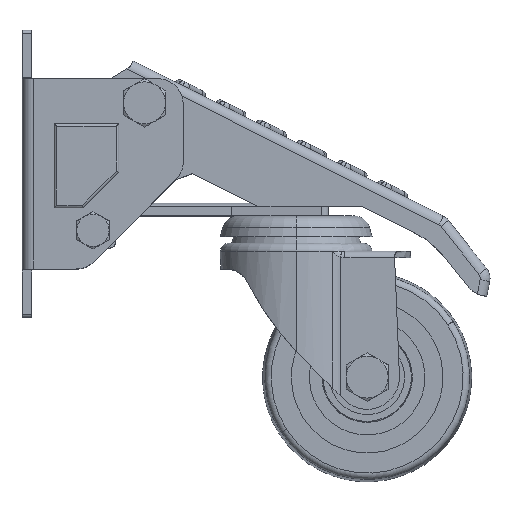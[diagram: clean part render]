
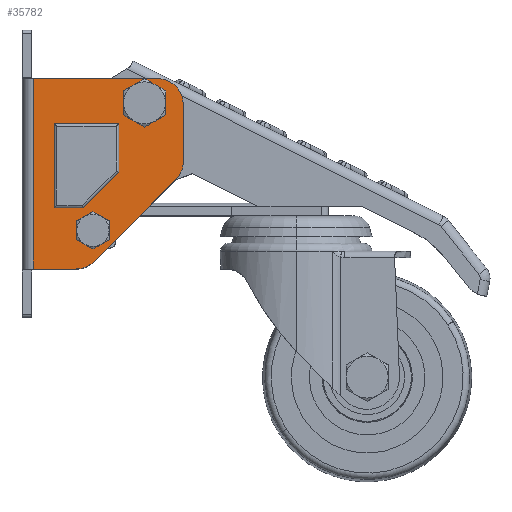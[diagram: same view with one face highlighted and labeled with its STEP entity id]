
A CAD part, top view. The second image highlights one B-rep face of the part: STEP entity #35782.
In plain terms, the highlighted planar face has unit normal (0, 0, 1).
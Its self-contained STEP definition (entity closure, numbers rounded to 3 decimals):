
#182 = DIRECTION ( 'NONE',  ( 0., 0., 1. ) ) ;
#345 = LINE ( 'NONE', #38456, #19896 ) ;
#480 = LINE ( 'NONE', #23054, #16675 ) ;
#1071 = EDGE_CURVE ( 'NONE', #38016, #15013, #14270, .T. ) ;
#1312 = CIRCLE ( 'NONE', #11106, 8. ) ;
#2199 = CARTESIAN_POINT ( 'NONE',  ( 16.686, -66., 26.75 ) ) ;
#2339 = EDGE_CURVE ( 'NONE', #10362, #22643, #29482, .T. ) ;
#2843 = CARTESIAN_POINT ( 'NONE',  ( 10., -55., 26.75 ) ) ;
#2892 = CIRCLE ( 'NONE', #25218, 8. ) ;
#3181 = CIRCLE ( 'NONE', #26177, 3.25 ) ;
#3399 = DIRECTION ( 'NONE',  ( 1., 0., 0. ) ) ;
#3687 = FACE_BOUND ( 'NONE', #18271, .T. ) ;
#4709 = DIRECTION ( 'NONE',  ( -0.707, -0.707, 0. ) ) ;
#4871 = DIRECTION ( 'NONE',  ( 1., 0., 0. ) ) ;
#5265 = DIRECTION ( 'NONE',  ( 1., 0., 0. ) ) ;
#5944 = CARTESIAN_POINT ( 'NONE',  ( 10., -55., 26.75 ) ) ;
#7173 = CARTESIAN_POINT ( 'NONE',  ( 47.657, -46.343, 26.75 ) ) ;
#7334 = CARTESIAN_POINT ( 'NONE',  ( 22., -62., 26.75 ) ) ;
#7568 = DIRECTION ( 'NONE',  ( 1., 0., 0. ) ) ;
#7784 = CARTESIAN_POINT ( 'NONE',  ( 19., -55., 26.75 ) ) ;
#7833 = VECTOR ( 'NONE', #40527, 1000. ) ;
#8051 = VERTEX_POINT ( 'NONE', #39855 ) ;
#8535 = EDGE_CURVE ( 'NONE', #22643, #15296, #21002, .T. ) ;
#8759 = ORIENTED_EDGE ( 'NONE', *, *, #31975, .T. ) ;
#8866 = VERTEX_POINT ( 'NONE', #15310 ) ;
#9111 = ORIENTED_EDGE ( 'NONE', *, *, #1071, .T. ) ;
#9642 = DIRECTION ( 'NONE',  ( -1., 0., 0. ) ) ;
#9782 = DIRECTION ( 'NONE',  ( 1., 0., 0. ) ) ;
#10054 = VERTEX_POINT ( 'NONE', #31925 ) ;
#10057 = VERTEX_POINT ( 'NONE', #40544 ) ;
#10348 = CARTESIAN_POINT ( 'NONE',  ( 3.5, -15., 26.75 ) ) ;
#10362 = VERTEX_POINT ( 'NONE', #18432 ) ;
#10668 = DIRECTION ( 'NONE',  ( 1., 0., 0. ) ) ;
#10837 = CARTESIAN_POINT ( 'NONE',  ( 0., 0., 26.75 ) ) ;
#10876 = ORIENTED_EDGE ( 'NONE', *, *, #8535, .T. ) ;
#11106 = AXIS2_PLACEMENT_3D ( 'NONE', #16430, #182, #9782 ) ;
#11131 = EDGE_CURVE ( 'NONE', #32669, #10057, #1312, .T. ) ;
#11782 = CARTESIAN_POINT ( 'NONE',  ( 10., -29., 26.75 ) ) ;
#12383 = DIRECTION ( 'NONE',  ( 0., -1., 0. ) ) ;
#13441 = VERTEX_POINT ( 'NONE', #15463 ) ;
#13663 = AXIS2_PLACEMENT_3D ( 'NONE', #31262, #21733, #27740 ) ;
#13717 = DIRECTION ( 'NONE',  ( 0., 0., -1. ) ) ;
#13817 = VERTEX_POINT ( 'NONE', #29408 ) ;
#14205 = AXIS2_PLACEMENT_3D ( 'NONE', #27795, #24258, #40338 ) ;
#14270 = LINE ( 'NONE', #11782, #27408 ) ;
#14952 = ORIENTED_EDGE ( 'NONE', *, *, #31795, .T. ) ;
#15013 = VERTEX_POINT ( 'NONE', #36390 ) ;
#15073 = LINE ( 'NONE', #28288, #37015 ) ;
#15081 = EDGE_CURVE ( 'NONE', #13817, #36430, #480, .T. ) ;
#15272 = ORIENTED_EDGE ( 'NONE', *, *, #25363, .T. ) ;
#15296 = VERTEX_POINT ( 'NONE', #29650 ) ;
#15310 = CARTESIAN_POINT ( 'NONE',  ( 38., -18.25, 26.75 ) ) ;
#15463 = CARTESIAN_POINT ( 'NONE',  ( 22., -58.75, 26.75 ) ) ;
#15489 = DIRECTION ( 'NONE',  ( 0., 0., 1. ) ) ;
#16039 = ORIENTED_EDGE ( 'NONE', *, *, #15081, .T. ) ;
#16130 = EDGE_CURVE ( 'NONE', #37458, #36823, #35783, .T. ) ;
#16298 = CARTESIAN_POINT ( 'NONE',  ( 30., -44., 26.75 ) ) ;
#16430 = CARTESIAN_POINT ( 'NONE',  ( 42., -23., 26.75 ) ) ;
#16511 = VECTOR ( 'NONE', #4709, 1000. ) ;
#16675 = VECTOR ( 'NONE', #25563, 1000. ) ;
#18271 = EDGE_LOOP ( 'NONE', ( #23871, #27261 ) ) ;
#18432 = CARTESIAN_POINT ( 'NONE',  ( 30., -29., 26.75 ) ) ;
#18670 = ORIENTED_EDGE ( 'NONE', *, *, #21568, .F. ) ;
#19774 = ORIENTED_EDGE ( 'NONE', *, *, #30296, .F. ) ;
#19824 = ORIENTED_EDGE ( 'NONE', *, *, #16130, .F. ) ;
#19896 = VECTOR ( 'NONE', #3399, 1000. ) ;
#21002 = LINE ( 'NONE', #7784, #16511 ) ;
#21116 = CARTESIAN_POINT ( 'NONE',  ( 3.5, -15., 26.75 ) ) ;
#21206 = VECTOR ( 'NONE', #9642, 1000. ) ;
#21392 = CARTESIAN_POINT ( 'NONE',  ( 16.686, -74., 26.75 ) ) ;
#21568 = EDGE_CURVE ( 'NONE', #32669, #28008, #15073, .T. ) ;
#21733 = DIRECTION ( 'NONE',  ( 0., 0., -1. ) ) ;
#22404 = PLANE ( 'NONE',  #26872 ) ;
#22643 = VERTEX_POINT ( 'NONE', #33884 ) ;
#23054 = CARTESIAN_POINT ( 'NONE',  ( 50., -44., 26.75 ) ) ;
#23173 = CARTESIAN_POINT ( 'NONE',  ( 3.5, -74., 26.75 ) ) ;
#23622 = DIRECTION ( 'NONE',  ( 0., 0., -1. ) ) ;
#23871 = ORIENTED_EDGE ( 'NONE', *, *, #24986, .T. ) ;
#24258 = DIRECTION ( 'NONE',  ( 0., 0., -1. ) ) ;
#24909 = CARTESIAN_POINT ( 'NONE',  ( 50., -40.686, 26.75 ) ) ;
#24986 = EDGE_CURVE ( 'NONE', #8051, #8866, #37094, .T. ) ;
#25218 = AXIS2_PLACEMENT_3D ( 'NONE', #34065, #15489, #33451 ) ;
#25363 = EDGE_CURVE ( 'NONE', #36430, #28008, #2892, .T. ) ;
#25469 = ORIENTED_EDGE ( 'NONE', *, *, #40757, .F. ) ;
#25510 = FACE_BOUND ( 'NONE', #29544, .T. ) ;
#25563 = DIRECTION ( 'NONE',  ( 0.707, 0.707, 0. ) ) ;
#25590 = EDGE_LOOP ( 'NONE', ( #25469, #14952, #16039, #15272, #18670, #26909, #19774, #19824 ) ) ;
#26177 = AXIS2_PLACEMENT_3D ( 'NONE', #7334, #13717, #4871 ) ;
#26872 = AXIS2_PLACEMENT_3D ( 'NONE', #10837, #23622, #7568 ) ;
#26909 = ORIENTED_EDGE ( 'NONE', *, *, #11131, .T. ) ;
#27161 = ORIENTED_EDGE ( 'NONE', *, *, #29068, .T. ) ;
#27261 = ORIENTED_EDGE ( 'NONE', *, *, #35325, .T. ) ;
#27331 = DIRECTION ( 'NONE',  ( 0., 0., 1. ) ) ;
#27408 = VECTOR ( 'NONE', #40256, 1000. ) ;
#27740 = DIRECTION ( 'NONE',  ( 1., 0., 0. ) ) ;
#27751 = ORIENTED_EDGE ( 'NONE', *, *, #30060, .T. ) ;
#27795 = CARTESIAN_POINT ( 'NONE',  ( 22., -62., 26.75 ) ) ;
#28008 = VERTEX_POINT ( 'NONE', #24909 ) ;
#28038 = CARTESIAN_POINT ( 'NONE',  ( 50., -74., 26.75 ) ) ;
#28288 = CARTESIAN_POINT ( 'NONE',  ( 50., -15., 26.75 ) ) ;
#28374 = VECTOR ( 'NONE', #35397, 1000. ) ;
#28786 = VECTOR ( 'NONE', #35890, 1000. ) ;
#28833 = CIRCLE ( 'NONE', #13663, 4.25 ) ;
#29052 = FACE_BOUND ( 'NONE', #37431, .T. ) ;
#29068 = EDGE_CURVE ( 'NONE', #13441, #10054, #34692, .T. ) ;
#29370 = CARTESIAN_POINT ( 'NONE',  ( 50., -23., 26.75 ) ) ;
#29408 = CARTESIAN_POINT ( 'NONE',  ( 22.343, -71.657, 26.75 ) ) ;
#29482 = LINE ( 'NONE', #16298, #28786 ) ;
#29544 = EDGE_LOOP ( 'NONE', ( #27751, #27161 ) ) ;
#29650 = CARTESIAN_POINT ( 'NONE',  ( 19., -55., 26.75 ) ) ;
#29846 = VERTEX_POINT ( 'NONE', #21392 ) ;
#30060 = EDGE_CURVE ( 'NONE', #10054, #13441, #3181, .T. ) ;
#30296 = EDGE_CURVE ( 'NONE', #36823, #10057, #36108, .T. ) ;
#30328 = LINE ( 'NONE', #28038, #21206 ) ;
#31080 = LINE ( 'NONE', #2843, #7833 ) ;
#31223 = DIRECTION ( 'NONE',  ( 0., 0., -1. ) ) ;
#31262 = CARTESIAN_POINT ( 'NONE',  ( 38., -22.5, 26.75 ) ) ;
#31795 = EDGE_CURVE ( 'NONE', #29846, #13817, #32414, .T. ) ;
#31925 = CARTESIAN_POINT ( 'NONE',  ( 22., -65.25, 26.75 ) ) ;
#31975 = EDGE_CURVE ( 'NONE', #15013, #10362, #345, .T. ) ;
#32414 = CIRCLE ( 'NONE', #33704, 8. ) ;
#32669 = VERTEX_POINT ( 'NONE', #29370 ) ;
#33451 = DIRECTION ( 'NONE',  ( 1., 0., 0. ) ) ;
#33670 = ORIENTED_EDGE ( 'NONE', *, *, #35870, .T. ) ;
#33704 = AXIS2_PLACEMENT_3D ( 'NONE', #2199, #27331, #5265 ) ;
#33792 = AXIS2_PLACEMENT_3D ( 'NONE', #37615, #31223, #40057 ) ;
#33884 = CARTESIAN_POINT ( 'NONE',  ( 30., -44., 26.75 ) ) ;
#34065 = CARTESIAN_POINT ( 'NONE',  ( 42., -40.686, 26.75 ) ) ;
#34675 = ORIENTED_EDGE ( 'NONE', *, *, #2339, .T. ) ;
#34692 = CIRCLE ( 'NONE', #14205, 3.25 ) ;
#35325 = EDGE_CURVE ( 'NONE', #8866, #8051, #28833, .T. ) ;
#35397 = DIRECTION ( 'NONE',  ( 0., 1., 0. ) ) ;
#35691 = CARTESIAN_POINT ( 'NONE',  ( 3., -15., 26.75 ) ) ;
#35782 = ADVANCED_FACE ( 'NONE', ( #25510, #3687, #29052, #38536 ), #22404, .F. ) ;
#35783 = LINE ( 'NONE', #10348, #28374 ) ;
#35870 = EDGE_CURVE ( 'NONE', #15296, #38016, #31080, .T. ) ;
#35890 = DIRECTION ( 'NONE',  ( 0., -1., 0. ) ) ;
#36108 = LINE ( 'NONE', #35691, #38155 ) ;
#36390 = CARTESIAN_POINT ( 'NONE',  ( 10., -29., 26.75 ) ) ;
#36430 = VERTEX_POINT ( 'NONE', #7173 ) ;
#36823 = VERTEX_POINT ( 'NONE', #21116 ) ;
#37015 = VECTOR ( 'NONE', #12383, 1000. ) ;
#37094 = CIRCLE ( 'NONE', #33792, 4.25 ) ;
#37431 = EDGE_LOOP ( 'NONE', ( #9111, #8759, #34675, #10876, #33670 ) ) ;
#37458 = VERTEX_POINT ( 'NONE', #23173 ) ;
#37615 = CARTESIAN_POINT ( 'NONE',  ( 38., -22.5, 26.75 ) ) ;
#38016 = VERTEX_POINT ( 'NONE', #5944 ) ;
#38155 = VECTOR ( 'NONE', #10668, 1000. ) ;
#38456 = CARTESIAN_POINT ( 'NONE',  ( 30., -29., 26.75 ) ) ;
#38536 = FACE_OUTER_BOUND ( 'NONE', #25590, .T. ) ;
#39855 = CARTESIAN_POINT ( 'NONE',  ( 38., -26.75, 26.75 ) ) ;
#40057 = DIRECTION ( 'NONE',  ( 1., 0., 0. ) ) ;
#40256 = DIRECTION ( 'NONE',  ( 0., 1., 0. ) ) ;
#40338 = DIRECTION ( 'NONE',  ( 1., 0., 0. ) ) ;
#40527 = DIRECTION ( 'NONE',  ( -1., 0., 0. ) ) ;
#40544 = CARTESIAN_POINT ( 'NONE',  ( 42., -15., 26.75 ) ) ;
#40757 = EDGE_CURVE ( 'NONE', #29846, #37458, #30328, .T. ) ;
